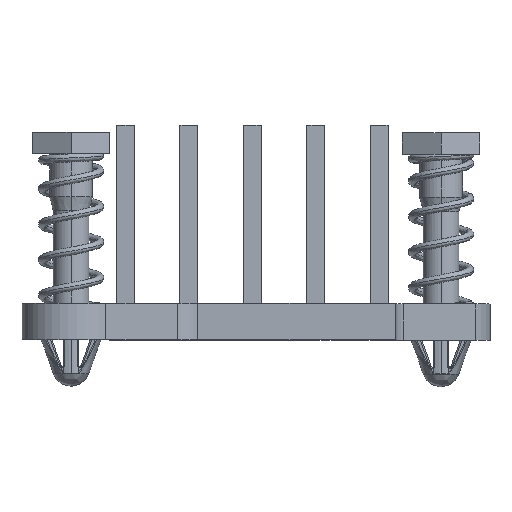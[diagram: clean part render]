
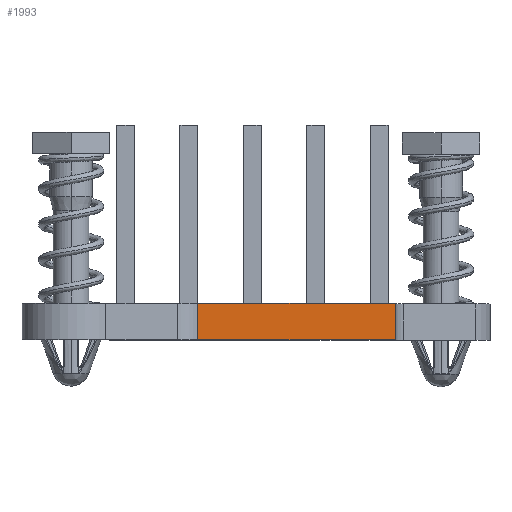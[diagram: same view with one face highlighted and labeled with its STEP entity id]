
A CAD part, top view. The second image highlights one B-rep face of the part: STEP entity #1993.
In plain terms, the highlighted planar face has unit normal (0, 0, 1).
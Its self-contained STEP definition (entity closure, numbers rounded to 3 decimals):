
#83 = DIRECTION ( 'NONE',  ( -1., 0., 0. ) ) ;
#86 = VERTEX_POINT ( 'NONE', #3490 ) ;
#91 = CARTESIAN_POINT ( 'NONE',  ( -20., 2.54, 9.75 ) ) ;
#508 = ORIENTED_EDGE ( 'NONE', *, *, #8416, .T. ) ;
#591 = VERTEX_POINT ( 'NONE', #2752 ) ;
#619 = ORIENTED_EDGE ( 'NONE', *, *, #7351, .T. ) ;
#763 = ORIENTED_EDGE ( 'NONE', *, *, #5115, .T. ) ;
#769 = ORIENTED_EDGE ( 'NONE', *, *, #8680, .T. ) ;
#866 = DIRECTION ( 'NONE',  ( 0., 1., 0. ) ) ;
#1993 = ADVANCED_FACE ( 'NONE', ( #4702 ), #8326, .T. ) ;
#2115 = CARTESIAN_POINT ( 'NONE',  ( -4.901, 0., 9.75 ) ) ;
#2376 = DIRECTION ( 'NONE',  ( 1., 0., 0. ) ) ;
#2415 = VECTOR ( 'NONE', #866, 1000. ) ;
#2432 = LINE ( 'NONE', #6594, #2415 ) ;
#2752 = CARTESIAN_POINT ( 'NONE',  ( -4.072, 2.54, 9.75 ) ) ;
#3137 = VECTOR ( 'NONE', #2376, 1000. ) ;
#3175 = LINE ( 'NONE', #2115, #3137 ) ;
#3261 = LINE ( 'NONE', #91, #3304 ) ;
#3304 = VECTOR ( 'NONE', #83, 1000. ) ;
#3466 = EDGE_LOOP ( 'NONE', ( #508, #619, #763, #769 ) ) ;
#3490 = CARTESIAN_POINT ( 'NONE',  ( 9.72, 0., 9.75 ) ) ;
#3500 = DIRECTION ( 'NONE',  ( 0., -1., 0. ) ) ;
#3508 = CARTESIAN_POINT ( 'NONE',  ( -4.072, 0., 9.75 ) ) ;
#4043 = AXIS2_PLACEMENT_3D ( 'NONE', #5811, #8839, #8675 ) ;
#4702 = FACE_OUTER_BOUND ( 'NONE', #3466, .T. ) ;
#5115 = EDGE_CURVE ( 'NONE', #7797, #86, #3175, .T. ) ;
#5309 = CARTESIAN_POINT ( 'NONE',  ( -4.072, 0., 9.75 ) ) ;
#5811 = CARTESIAN_POINT ( 'NONE',  ( -4.901, 0., 9.75 ) ) ;
#6594 = CARTESIAN_POINT ( 'NONE',  ( 9.72, 0., 9.75 ) ) ;
#6718 = LINE ( 'NONE', #3508, #6780 ) ;
#6780 = VECTOR ( 'NONE', #3500, 1000. ) ;
#6943 = VERTEX_POINT ( 'NONE', #8395 ) ;
#7351 = EDGE_CURVE ( 'NONE', #591, #7797, #6718, .T. ) ;
#7797 = VERTEX_POINT ( 'NONE', #5309 ) ;
#8326 = PLANE ( 'NONE',  #4043 ) ;
#8395 = CARTESIAN_POINT ( 'NONE',  ( 9.72, 2.54, 9.75 ) ) ;
#8416 = EDGE_CURVE ( 'NONE', #6943, #591, #3261, .T. ) ;
#8675 = DIRECTION ( 'NONE',  ( 1., 0., 0. ) ) ;
#8680 = EDGE_CURVE ( 'NONE', #86, #6943, #2432, .T. ) ;
#8839 = DIRECTION ( 'NONE',  ( 0., 0., 1. ) ) ;
